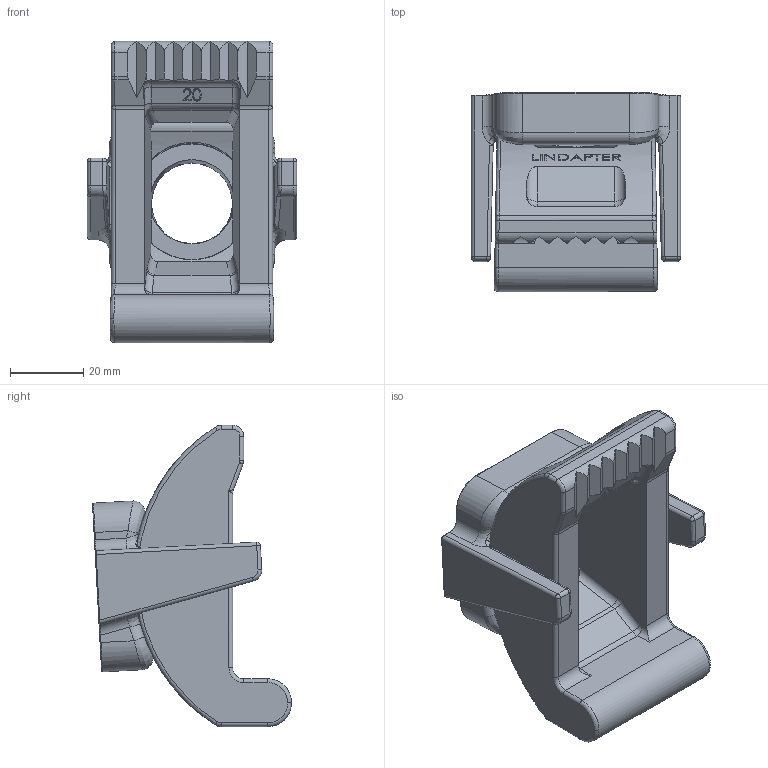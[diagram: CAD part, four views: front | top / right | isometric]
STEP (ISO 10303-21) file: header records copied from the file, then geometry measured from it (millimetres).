
FILE_DESCRIPTION (( 'STEP AP203' ), '1' );
FILE_NAME ('LR M20.STEP', '2008-08-01T06:43:47', ( 'Gregorzyk' ), ( 'Lindapter' ), 'SwSTEP 2.0', 'SolidWorks 2008', '' );
FILE_SCHEMA (( 'CONFIG_CONTROL_DESIGN' ));
Length unit declared in the file: millimetre
Products named in the file (3): LR M20 S; LR M20 C; LR M20
Assembly tree (2 placements, depth 2):
  LR M20
    LR M20 C
    LR M20 S
Bounding box: 57 x 54.15 x 82 mm (x, y, z)
Volume: 78518.9 mm3; surface area: 23790.3 mm2
Topology: 2 solids, 2 shells, 731 faces, 1882 edges, 1199 vertices
Faces by surface type: plane 361, bspline 219, cylinder 120, torus 20, sphere 9, cone 2
Entity records: 32885 total; most frequent: CARTESIAN_POINT 16606, ORIENTED_EDGE 3738, DIRECTION 2641, EDGE_CURVE 1869, VERTEX_POINT 1199, VECTOR 1047, LINE 1047, AXIS2_PLACEMENT_3D 797
